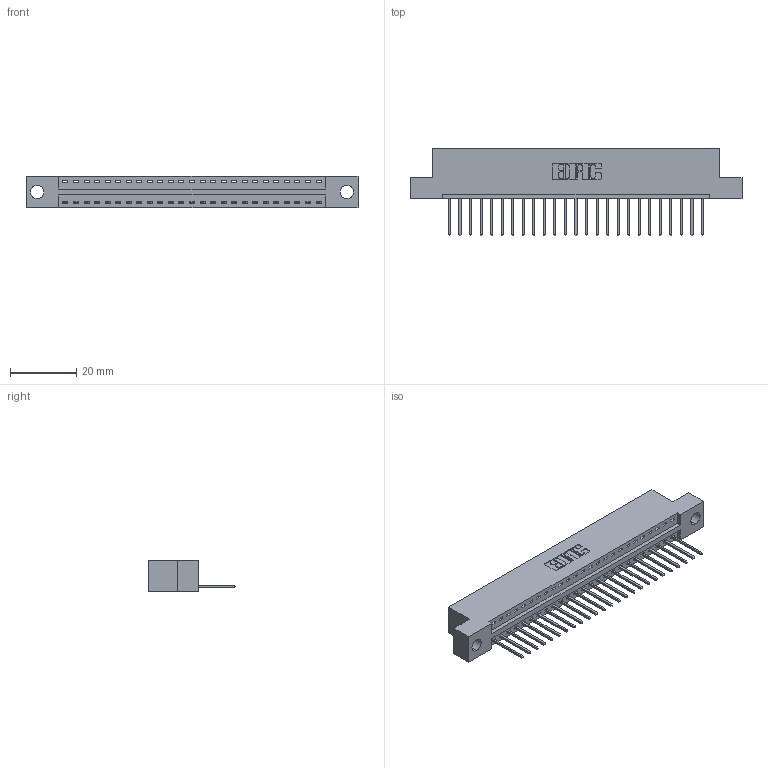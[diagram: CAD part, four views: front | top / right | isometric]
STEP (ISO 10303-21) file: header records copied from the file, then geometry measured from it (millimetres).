
FILE_DESCRIPTION (( 'STEP AP203' ), '1' );
FILE_NAME ('346-025-522-104.STEP', '2022-05-06T00:31:37', ( '' ), ( '' ), 'SwSTEP 2.0', 'SolidWorks 2020', '' );
FILE_SCHEMA (( 'CONFIG_CONTROL_DESIGN' ));
Length unit declared in the file: inch
Products named in the file (3): 346 Part_Flush Mounting Lugs - 0.156 Dia-TH; 346-025-522-104; 345-292-001_345-293-122
Assembly tree (26 placements, depth 2):
  346-025-522-104
    346 Part_Flush Mounting Lugs - 0.156 Dia-TH
    345-292-001_345-293-122  x25
Bounding box: 99.95 x 26.42 x 9.4 mm (x, y, z)
Volume: 9347.4 mm3; surface area: 11428.8 mm2
Topology: 26 solids, 26 shells, 1586 faces, 4765 edges, 3142 vertices
Faces by surface type: plane 1090, cylinder 496
Entity records: 18241 total; most frequent: CARTESIAN_POINT 3141, ORIENTED_EDGE 3098, DIRECTION 2791, EDGE_CURVE 1549, LINE 1317, VECTOR 1317, VERTEX_POINT 1030, AXIS2_PLACEMENT_3D 737
